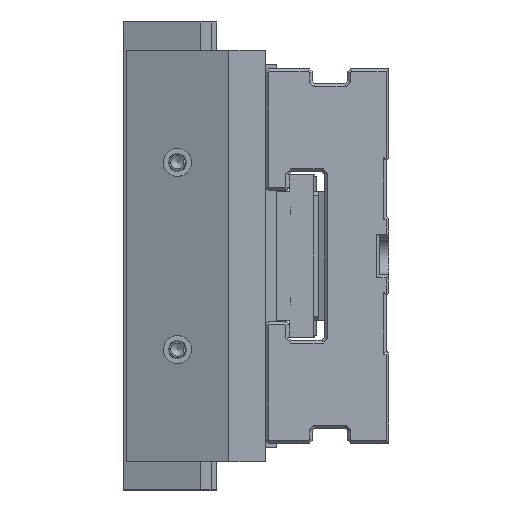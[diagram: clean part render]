
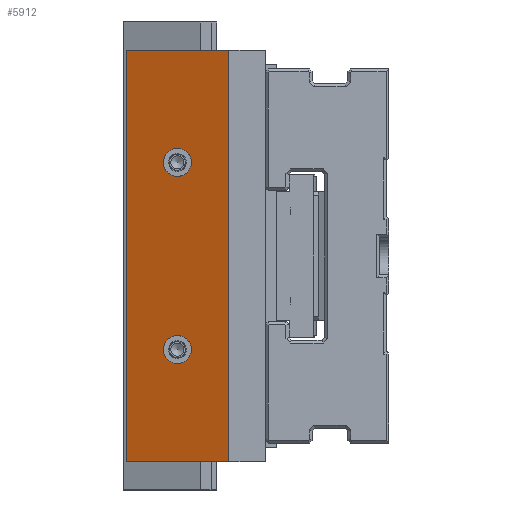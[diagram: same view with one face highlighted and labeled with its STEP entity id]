
A CAD part, left-side view. The second image highlights one B-rep face of the part: STEP entity #5912.
In plain terms, the highlighted planar face has unit normal (-0.924, 0.383, 0).
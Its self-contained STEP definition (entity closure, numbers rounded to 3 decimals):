
#942=LINE('',#20011,#2083);
#944=LINE('',#20015,#2085);
#969=LINE('',#20066,#2110);
#971=LINE('',#20075,#2112);
#2083=VECTOR('',#16597,1.);
#2085=VECTOR('',#16601,1.);
#2110=VECTOR('',#16630,1.);
#2112=VECTOR('',#16640,1.);
#2359=ELLIPSE('',#14098,8.118,7.5);
#2360=ELLIPSE('',#14099,8.118,7.5);
#5912=ADVANCED_FACE('',(#6823,#6824,#6825),#6404,.T.);
#6404=PLANE('',#14100);
#6823=FACE_BOUND('',#7576,.T.);
#6824=FACE_BOUND('',#7577,.T.);
#6825=FACE_BOUND('',#7578,.T.);
#7576=EDGE_LOOP('',(#10083));
#7577=EDGE_LOOP('',(#10084));
#7578=EDGE_LOOP('',(#10085,#10086,#10087,#10088));
#10083=ORIENTED_EDGE('',*,*,#12864,.F.);
#10084=ORIENTED_EDGE('',*,*,#12865,.F.);
#10085=ORIENTED_EDGE('',*,*,#12812,.F.);
#10086=ORIENTED_EDGE('',*,*,#12840,.F.);
#10087=ORIENTED_EDGE('',*,*,#12845,.F.);
#10088=ORIENTED_EDGE('',*,*,#12814,.F.);
#11446=VERTEX_POINT('',#20010);
#11447=VERTEX_POINT('',#20012);
#11448=VERTEX_POINT('',#20016);
#11471=VERTEX_POINT('',#20065);
#11484=VERTEX_POINT('',#20112);
#11485=VERTEX_POINT('',#20114);
#12812=EDGE_CURVE('',#11446,#11447,#942,.T.);
#12814=EDGE_CURVE('',#11447,#11448,#944,.T.);
#12840=EDGE_CURVE('',#11471,#11446,#969,.T.);
#12845=EDGE_CURVE('',#11448,#11471,#971,.T.);
#12864=EDGE_CURVE('',#11484,#11484,#2359,.T.);
#12865=EDGE_CURVE('',#11485,#11485,#2360,.T.);
#14098=AXIS2_PLACEMENT_3D('',#20111,#16683,#16684);
#14099=AXIS2_PLACEMENT_3D('',#20113,#16685,#16686);
#14100=AXIS2_PLACEMENT_3D('',#20115,#16687,#16688);
#16597=DIRECTION('',(0.,0.,-1.));
#16601=DIRECTION('',(0.383,0.924,0.));
#16630=DIRECTION('',(-0.383,-0.924,0.));
#16640=DIRECTION('',(0.,0.,1.));
#16683=DIRECTION('',(-0.924,0.383,0.));
#16684=DIRECTION('',(0.383,0.924,0.));
#16685=DIRECTION('',(-0.924,0.383,0.));
#16686=DIRECTION('',(0.383,0.924,0.));
#16687=DIRECTION('',(-0.924,0.383,0.));
#16688=DIRECTION('',(-0.383,-0.924,0.));
#20010=CARTESIAN_POINT('',(189.212,34.988,236.144));
#20011=CARTESIAN_POINT('',(189.212,34.988,126.144));
#20012=CARTESIAN_POINT('',(189.212,34.988,16.144));
#20015=CARTESIAN_POINT('',(189.688,36.138,16.144));
#20016=CARTESIAN_POINT('',(211.787,89.488,16.144));
#20065=CARTESIAN_POINT('',(211.787,89.488,236.144));
#20066=CARTESIAN_POINT('',(189.688,36.138,236.144));
#20075=CARTESIAN_POINT('',(211.787,89.488,16.144));
#20111=CARTESIAN_POINT('',(200.603,62.488,76.144));
#20112=CARTESIAN_POINT('',(203.71,69.988,76.144));
#20113=CARTESIAN_POINT('',(200.603,62.488,176.144));
#20114=CARTESIAN_POINT('',(203.71,69.988,176.144));
#20115=CARTESIAN_POINT('',(189.212,34.988,-16.356));
